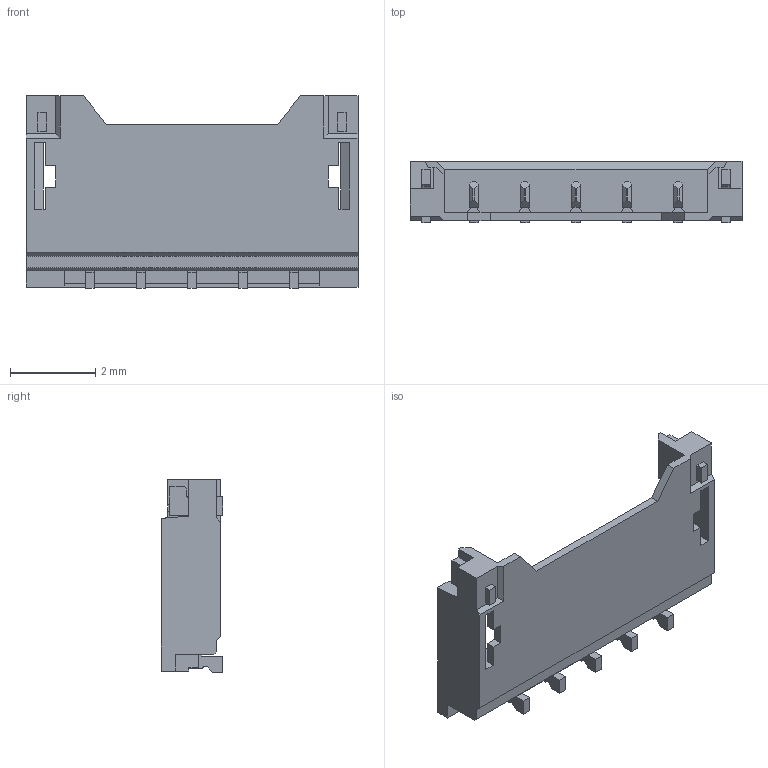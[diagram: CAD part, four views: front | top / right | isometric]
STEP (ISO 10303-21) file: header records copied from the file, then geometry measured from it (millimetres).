
FILE_DESCRIPTION(/* description */ (''),/* implementation_level */ '2;1');
FILE_NAME(/* name */ 'CON_781710005.step',/* time_stamp */ '2023-07-07T00:39:41+02:00',/* author */ (''),/* organization */ (''),/* preprocessor_version */ 'ST-DEVELOPER v19.2',/* originating_system */ 'Autodesk Translation Framework v12.6.0.85',/* authorisation */ '');
FILE_SCHEMA (('AUTOMOTIVE_DESIGN { 1 0 10303 214 3 1 1 }'));
Length unit declared in the file: millimetre
Products named in the file (1): CON_781710005
Bounding box: 7.8 x 1.45 x 4.53 mm (x, y, z)
Volume: 15.8 mm3; surface area: 120.7 mm2
Topology: 1 solids, 1 shells, 243 faces, 704 edges, 466 vertices
Faces by surface type: plane 236, cylinder 7
Entity records: 8020 total; most frequent: CARTESIAN_POINT 1414, ORIENTED_EDGE 1408, DIRECTION 1206, EDGE_CURVE 704, LINE 690, VECTOR 690, VERTEX_POINT 466, AXIS2_PLACEMENT_3D 258
